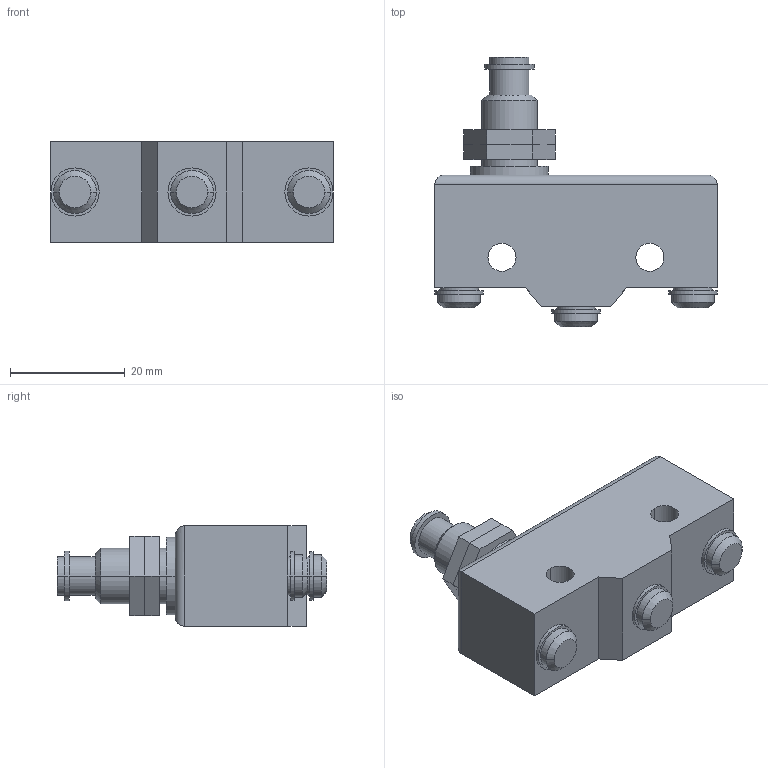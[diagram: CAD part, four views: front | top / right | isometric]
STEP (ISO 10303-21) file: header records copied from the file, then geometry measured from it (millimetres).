
FILE_DESCRIPTION((''),'2;1');
FILE_NAME('3d_KSA4S.stp','2012-10-03T07:29:33',(''),(''),'Mechanical Desktop 2011','Mechanical Desktop 2011',', , ');
FILE_SCHEMA(('CONFIG_CONTROL_DESIGN'));
Length unit declared in the file: millimetre
Products named in the file (1): Product
Bounding box: 49.2 x 47.03 x 17.5 mm (x, y, z)
Volume: 19721 mm3; surface area: 7222.4 mm2
Topology: 7 solids, 7 shells, 88 faces, 184 edges, 120 vertices
Faces by surface type: plane 40, cylinder 30, bspline 12, cone 6
Entity records: 2559 total; most frequent: CARTESIAN_POINT 541, DIRECTION 418, ORIENTED_EDGE 368, EDGE_CURVE 184, AXIS2_PLACEMENT_3D 157, VERTEX_POINT 120, VECTOR 104, LINE 104
